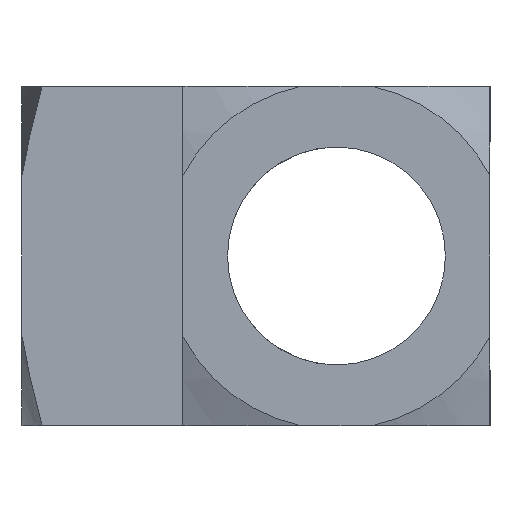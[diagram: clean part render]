
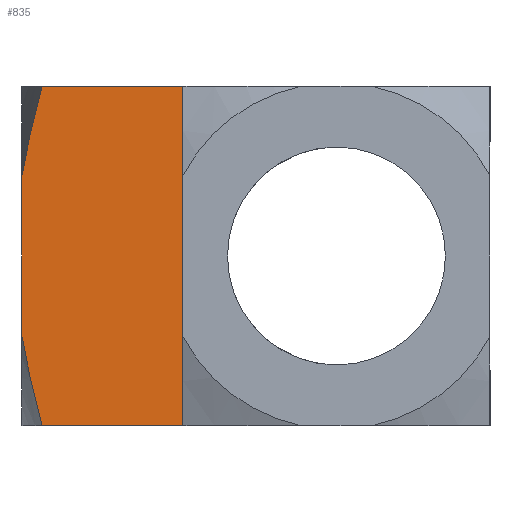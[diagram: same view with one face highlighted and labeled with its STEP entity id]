
A CAD part, left-side view. The second image highlights one B-rep face of the part: STEP entity #835.
In plain terms, the highlighted planar face has unit normal (-1, 0, 0).
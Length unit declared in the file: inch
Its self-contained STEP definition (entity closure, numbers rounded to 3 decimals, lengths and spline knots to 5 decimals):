
#8 = EDGE_CURVE ( 'NONE', #647, #579, #97, .T. ) ;
#10 = CARTESIAN_POINT ( 'NONE',  ( -0.3097, 0.63527, 0.62562 ) ) ;
#26 = CARTESIAN_POINT ( 'NONE',  ( -0.3097, 0.335, 0.685 ) ) ;
#37 = DIRECTION ( 'NONE',  ( 0., 0., -1. ) ) ;
#49 = LINE ( 'NONE', #26, #58 ) ;
#58 = VECTOR ( 'NONE', #595, 39.37008 ) ;
#97 = B_SPLINE_CURVE_WITH_KNOTS ( 'NONE', 3,
 ( #683, #879, #10, #1029 ),
 .UNSPECIFIED., .F., .F.,
 ( 4, 4 ),
 ( 0.02375, 0.02837 ),
 .UNSPECIFIED. ) ;
#122 = ORIENTED_EDGE ( 'NONE', *, *, #287, .T. ) ;
#149 = CARTESIAN_POINT ( 'NONE',  ( -0.3097, 0.64973, 0.11925 ) ) ;
#171 = ORIENTED_EDGE ( 'NONE', *, *, #1151, .F. ) ;
#217 = DIRECTION ( 'NONE',  ( 0., 0., -1. ) ) ;
#234 = DIRECTION ( 'NONE',  ( 0., -1., 0. ) ) ;
#255 = VECTOR ( 'NONE', #234, 39.37008 ) ;
#263 = EDGE_LOOP ( 'NONE', ( #171, #122, #431, #1041, #406, #323 ) ) ;
#282 = VECTOR ( 'NONE', #37, 39.37008 ) ;
#284 = CARTESIAN_POINT ( 'NONE',  ( -0.3097, 0.66, 0.18002 ) ) ;
#287 = EDGE_CURVE ( 'NONE', #609, #661, #582, .T. ) ;
#320 = CARTESIAN_POINT ( 'NONE',  ( -0.3097, 0.61925, 0. ) ) ;
#323 = ORIENTED_EDGE ( 'NONE', *, *, #922, .T. ) ;
#324 = CARTESIAN_POINT ( 'NONE',  ( -0.3097, 0.66, 0.685 ) ) ;
#326 = CARTESIAN_POINT ( 'NONE',  ( -0.3097, 0.66, 0.50498 ) ) ;
#342 = VERTEX_POINT ( 'NONE', #284 ) ;
#366 = LINE ( 'NONE', #324, #282 ) ;
#406 = ORIENTED_EDGE ( 'NONE', *, *, #8, .F. ) ;
#431 = ORIENTED_EDGE ( 'NONE', *, *, #604, .F. ) ;
#434 = CARTESIAN_POINT ( 'NONE',  ( -0.3097, 0.335, 0.685 ) ) ;
#437 = LINE ( 'NONE', #434, #255 ) ;
#455 = CARTESIAN_POINT ( 'NONE',  ( -0.3097, 0.63529, 0.05944 ) ) ;
#503 = VERTEX_POINT ( 'NONE', #961 ) ;
#529 = VECTOR ( 'NONE', #752, 39.37008 ) ;
#579 = VERTEX_POINT ( 'NONE', #973 ) ;
#582 = LINE ( 'NONE', #939, #529 ) ;
#584 = CARTESIAN_POINT ( 'NONE',  ( -0.3097, 0.335, 0.685 ) ) ;
#595 = DIRECTION ( 'NONE',  ( 0., 0., -1. ) ) ;
#604 = EDGE_CURVE ( 'NONE', #503, #661, #49, .T. ) ;
#609 = VERTEX_POINT ( 'NONE', #320 ) ;
#647 = VERTEX_POINT ( 'NONE', #326 ) ;
#655 = FACE_OUTER_BOUND ( 'NONE', #263, .T. ) ;
#661 = VERTEX_POINT ( 'NONE', #702 ) ;
#683 = CARTESIAN_POINT ( 'NONE',  ( -0.3097, 0.66, 0.50498 ) ) ;
#685 = PLANE ( 'NONE',  #971 ) ;
#702 = CARTESIAN_POINT ( 'NONE',  ( -0.3097, 0.335, 0. ) ) ;
#752 = DIRECTION ( 'NONE',  ( 0., -1., 0. ) ) ;
#779 = DIRECTION ( 'NONE',  ( 1., 0., 0. ) ) ;
#815 = CARTESIAN_POINT ( 'NONE',  ( -0.3097, 0.66, 0.18002 ) ) ;
#835 = ADVANCED_FACE ( 'NONE', ( #655 ), #685, .F. ) ;
#879 = CARTESIAN_POINT ( 'NONE',  ( -0.3097, 0.64972, 0.56583 ) ) ;
#912 = CARTESIAN_POINT ( 'NONE',  ( -0.3097, 0.61925, 0. ) ) ;
#920 = B_SPLINE_CURVE_WITH_KNOTS ( 'NONE', 3,
 ( #912, #455, #149, #815 ),
 .UNSPECIFIED., .F., .F.,
 ( 4, 4 ),
 ( 0.01093, 0.01561 ),
 .UNSPECIFIED. ) ;
#922 = EDGE_CURVE ( 'NONE', #647, #342, #366, .T. ) ;
#928 = EDGE_CURVE ( 'NONE', #579, #503, #437, .T. ) ;
#939 = CARTESIAN_POINT ( 'NONE',  ( -0.3097, 0.335, 0. ) ) ;
#961 = CARTESIAN_POINT ( 'NONE',  ( -0.3097, 0.335, 0.685 ) ) ;
#971 = AXIS2_PLACEMENT_3D ( 'NONE', #584, #779, #217 ) ;
#973 = CARTESIAN_POINT ( 'NONE',  ( -0.3097, 0.61925, 0.685 ) ) ;
#1029 = CARTESIAN_POINT ( 'NONE',  ( -0.3097, 0.61925, 0.685 ) ) ;
#1041 = ORIENTED_EDGE ( 'NONE', *, *, #928, .F. ) ;
#1151 = EDGE_CURVE ( 'NONE', #609, #342, #920, .T. ) ;
